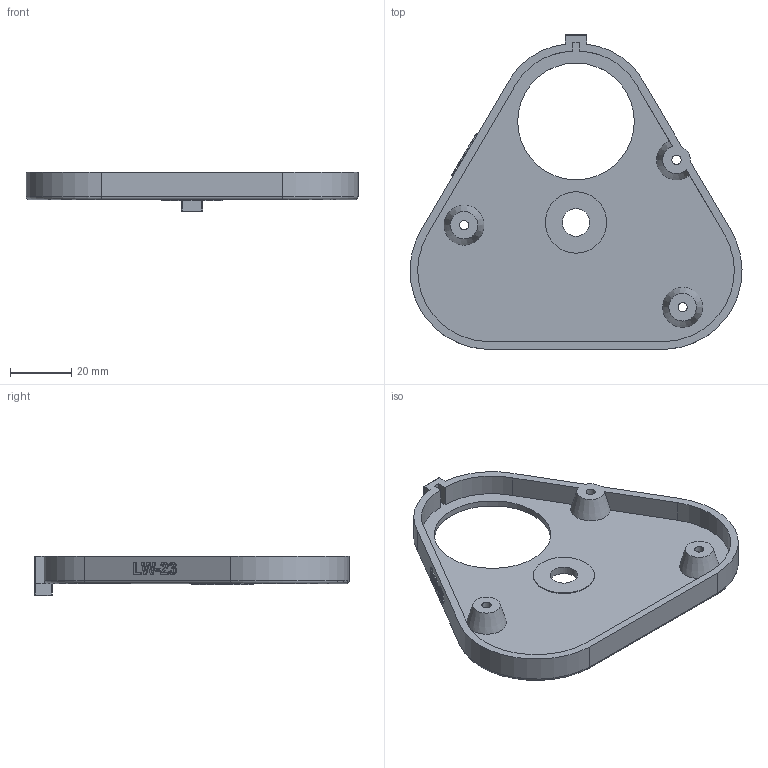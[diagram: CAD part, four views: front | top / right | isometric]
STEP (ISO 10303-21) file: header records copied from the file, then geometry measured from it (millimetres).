
FILE_DESCRIPTION(/* description */ (''),/* implementation_level */ '2;1');
FILE_NAME(/* name */ 'lense_turret_plastic_plate.step',/* time_stamp */ '2023-12-30T19:27:09+01:00',/* author */ (''),/* organization */ (''),/* preprocessor_version */ 'ST-DEVELOPER v20',/* originating_system */ 'Autodesk Translation Framework v12.14.0.127',/* authorisation */ '');
FILE_SCHEMA (('AUTOMOTIVE_DESIGN { 1 0 10303 214 3 1 1 }'));
Length unit declared in the file: millimetre
Products named in the file (1): lense_plate
Bounding box: 108.12 x 102.38 x 13 mm (x, y, z)
Volume: 20412.7 mm3; surface area: 19580.3 mm2
Topology: 1 solids, 1 shells, 224 faces, 529 edges, 320 vertices
Faces by surface type: bspline 84, cylinder 63, plane 62, torus 8, sphere 4, cone 3
Full cylindrical faces by diameter (mm): 3 x3, 6 x3, 9 x1, 20 x2, 38 x1
Entity records: 9964 total; most frequent: CARTESIAN_POINT 5337, ORIENTED_EDGE 1058, DIRECTION 727, EDGE_CURVE 529, VERTEX_POINT 320, LINE 247, VECTOR 247, EDGE_LOOP 247
